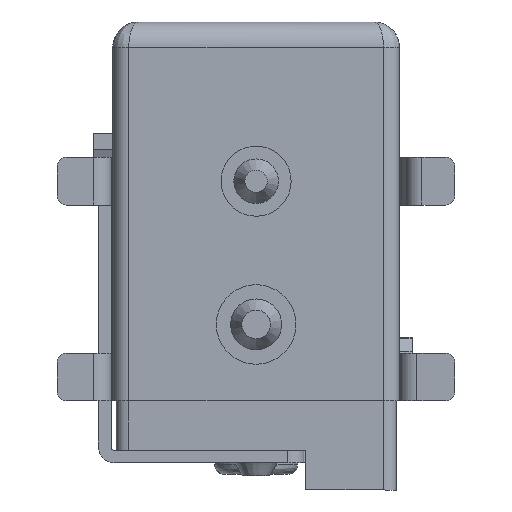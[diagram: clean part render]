
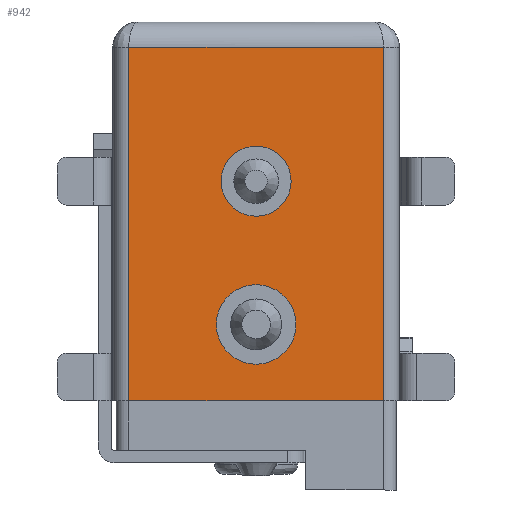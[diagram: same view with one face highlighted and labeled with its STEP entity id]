
A CAD part, front view. The second image highlights one B-rep face of the part: STEP entity #942.
In plain terms, the highlighted planar face has unit normal (0, -1, 0).
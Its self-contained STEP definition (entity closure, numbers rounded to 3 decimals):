
#942 = ADVANCED_FACE( 'NONE', ( #1861, #1862, #1863 ), #1864, .T. );
#1861 = FACE_OUTER_BOUND( '', #3617, .T. );
#1862 = FACE_BOUND( '', #3618, .T. );
#1863 = FACE_BOUND( '', #3619, .T. );
#1864 = PLANE( '', #3620 );
#3617 = EDGE_LOOP( '', ( #5910, #5911, #5912, #5913 ) );
#3618 = EDGE_LOOP( '', ( #5914 ) );
#3619 = EDGE_LOOP( '', ( #5915 ) );
#3620 = AXIS2_PLACEMENT_3D( '', #5916, #5917, #5918 );
#5910 = ORIENTED_EDGE( '', *, *, #6829, .T. );
#5911 = ORIENTED_EDGE( '', *, *, #7175, .T. );
#5912 = ORIENTED_EDGE( '', *, *, #7198, .T. );
#5913 = ORIENTED_EDGE( '', *, *, #6592, .T. );
#5914 = ORIENTED_EDGE( '', *, *, #7199, .F. );
#5915 = ORIENTED_EDGE( '', *, *, #7072, .T. );
#5916 = CARTESIAN_POINT( '', ( -4., -6.5, -11.9 ) );
#5917 = DIRECTION( '', ( 0., -1., 0. ) );
#5918 = DIRECTION( '', ( 0., 0., -1. ) );
#6592 = EDGE_CURVE( 'NONE', #7786, #7784, #7787, .T. );
#6829 = EDGE_CURVE( 'NONE', #7784, #8151, #8152, .T. );
#7072 = EDGE_CURVE( 'NONE', #8464, #8464, #8465, .T. );
#7175 = EDGE_CURVE( 'NONE', #8151, #8534, #8586, .T. );
#7198 = EDGE_CURVE( 'NONE', #8534, #7786, #8610, .T. );
#7199 = EDGE_CURVE( 'NONE', #8611, #8611, #8612, .T. );
#7784 = VERTEX_POINT( 'NONE', #9649 );
#7786 = VERTEX_POINT( 'NONE', #9651 );
#7787 = LINE( '', #9652, #9653 );
#8151 = VERTEX_POINT( 'NONE', #10353 );
#8152 = LINE( '', #10354, #10355 );
#8464 = VERTEX_POINT( '', #10847 );
#8465 = CIRCLE( '', #10848, 1.1 );
#8534 = VERTEX_POINT( 'NONE', #10980 );
#8586 = LINE( '', #11073, #11074 );
#8610 = LINE( '', #11107, #11108 );
#8611 = VERTEX_POINT( '', #11109 );
#8612 = CIRCLE( '', #11110, 1.25 );
#9649 = CARTESIAN_POINT( '', ( 4., -6.5, -11.9 ) );
#9651 = CARTESIAN_POINT( '', ( -4., -6.5, -11.9 ) );
#9652 = CARTESIAN_POINT( '', ( 0., -6.5, -11.9 ) );
#9653 = VECTOR( '', #11517, 1000. );
#10353 = CARTESIAN_POINT( '', ( 4., -6.5, -0.8 ) );
#10354 = CARTESIAN_POINT( '', ( 4., -6.5, -6.35 ) );
#10355 = VECTOR( '', #11766, 1000. );
#10847 = CARTESIAN_POINT( '', ( 0., -6.5, -6.1 ) );
#10848 = AXIS2_PLACEMENT_3D( '', #12000, #12001, #12002 );
#10980 = CARTESIAN_POINT( '', ( -4., -6.5, -0.8 ) );
#11073 = CARTESIAN_POINT( '', ( 0., -6.5, -0.8 ) );
#11074 = VECTOR( '', #12087, 1000. );
#11107 = CARTESIAN_POINT( '', ( -4., -6.5, -6.35 ) );
#11108 = VECTOR( '', #12097, 1000. );
#11109 = CARTESIAN_POINT( '', ( 0., -6.5, -10.75 ) );
#11110 = AXIS2_PLACEMENT_3D( '', #12098, #12099, #12100 );
#11517 = DIRECTION( '', ( 1., 0., 0. ) );
#11766 = DIRECTION( '', ( 0., 0., 1. ) );
#12000 = CARTESIAN_POINT( '', ( 0., -6.5, -5. ) );
#12001 = DIRECTION( '', ( 0., 1., 0. ) );
#12002 = DIRECTION( '', ( 0., 0., -1. ) );
#12087 = DIRECTION( '', ( -1., 0., 0. ) );
#12097 = DIRECTION( '', ( 0., 0., -1. ) );
#12098 = CARTESIAN_POINT( '', ( 0., -6.5, -9.5 ) );
#12099 = DIRECTION( '', ( 0., -1., 0. ) );
#12100 = DIRECTION( '', ( 0., 0., -1. ) );
